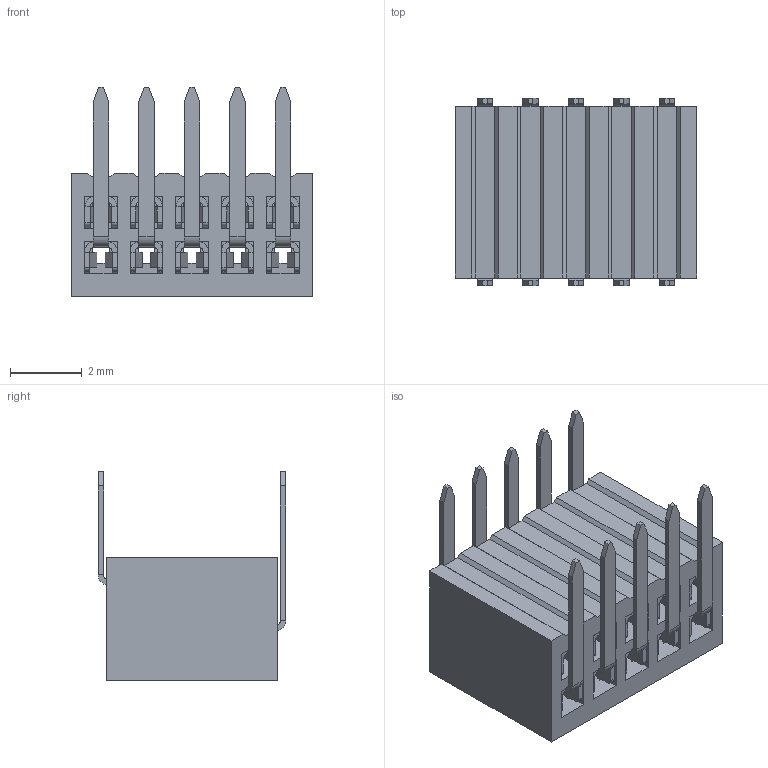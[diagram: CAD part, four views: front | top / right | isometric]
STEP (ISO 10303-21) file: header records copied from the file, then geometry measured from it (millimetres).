
FILE_DESCRIPTION(('STEP AP242'),'1');
FILE_NAME('m50-3200545.stp','2024-04-24T11:57:32',('TraceParts'),('TraceParts S.A.'),'Spatial InterOp 3D',' ',' ');
FILE_SCHEMA(('AP242_MANAGED_MODEL_BASED_3D_ENGINEERING_MIM_LF {1 0 10303 442 1 1 4}'));
Length unit declared in the file: millimetre
Products named in the file (1): m50-3200545_1
Bounding box: 6.75 x 5.23 x 5.85 mm (x, y, z)
Volume: 86 mm3; surface area: 516.5 mm2
Topology: 11 solids, 11 shells, 1215 faces, 3079 edges, 1896 vertices
Faces by surface type: plane 865, cylinder 350
Entity records: 36937 total; most frequent: CARTESIAN_POINT 7211, DIRECTION 6231, ORIENTED_EDGE 6158, EDGE_CURVE 3079, LINE 2199, VECTOR 2199, AXIS2_PLACEMENT_3D 2016, VERTEX_POINT 1896
